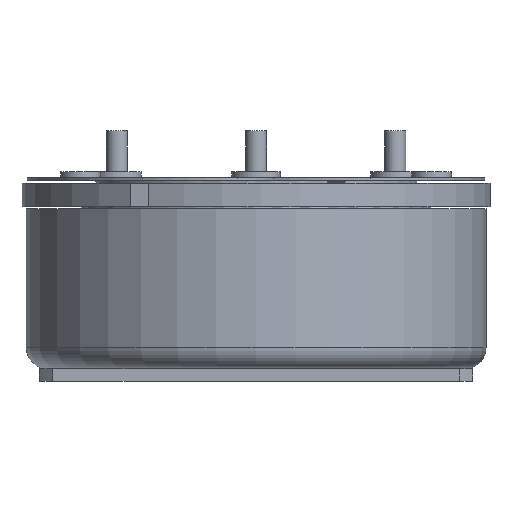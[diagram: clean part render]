
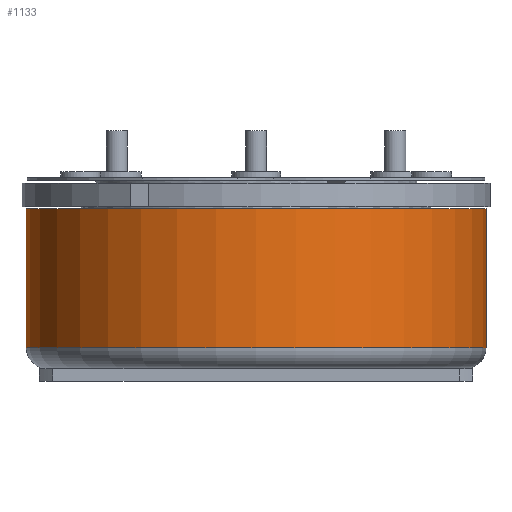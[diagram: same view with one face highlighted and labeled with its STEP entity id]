
A CAD part, front view. The second image highlights one B-rep face of the part: STEP entity #1133.
In plain terms, the highlighted cylindrical face has radius 32.9 mm (diameter 65.8 mm), a partial arc.
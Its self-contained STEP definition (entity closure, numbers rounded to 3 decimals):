
#393 = VERTEX_POINT ( 'NONE', #2734 ) ;
#438 = VERTEX_POINT ( 'NONE', #2704 ) ;
#621 = EDGE_CURVE ( 'NONE', #635, #393, #2929, .T. ) ;
#634 = VERTEX_POINT ( 'NONE', #3044 ) ;
#635 = VERTEX_POINT ( 'NONE', #3043 ) ;
#637 = EDGE_CURVE ( 'NONE', #634, #438, #3042, .T. ) ;
#1133 = ADVANCED_FACE ( 'NONE', ( #3964 ), #4048, .T. ) ;
#1134 = EDGE_LOOP ( 'NONE', ( #1135, #1136, #1137, #1138 ) ) ;
#1135 = ORIENTED_EDGE ( 'NONE', *, *, #637, .F. ) ;
#1136 = ORIENTED_EDGE ( 'NONE', *, *, #1165, .F. ) ;
#1137 = ORIENTED_EDGE ( 'NONE', *, *, #621, .T. ) ;
#1138 = ORIENTED_EDGE ( 'NONE', *, *, #1139, .T. ) ;
#1139 = EDGE_CURVE ( 'NONE', #393, #438, #4047, .T. ) ;
#1165 = EDGE_CURVE ( 'NONE', #635, #634, #3871, .T. ) ;
#2704 = CARTESIAN_POINT ( 'NONE',  ( 32.9, 0., 3. ) ) ;
#2734 = CARTESIAN_POINT ( 'NONE',  ( -32.9, 0., 3. ) ) ;
#2926 = DIRECTION ( 'NONE',  ( 0., 0., -1. ) ) ;
#2927 = VECTOR ( 'NONE', #2926, 1000. ) ;
#2928 = CARTESIAN_POINT ( 'NONE',  ( -32.9, 0., 22.9 ) ) ;
#2929 = LINE ( 'NONE', #2928, #2927 ) ;
#3039 = DIRECTION ( 'NONE',  ( 0., 0., -1. ) ) ;
#3040 = VECTOR ( 'NONE', #3039, 1000. ) ;
#3041 = CARTESIAN_POINT ( 'NONE',  ( 32.9, 0., 22.9 ) ) ;
#3042 = LINE ( 'NONE', #3041, #3040 ) ;
#3043 = CARTESIAN_POINT ( 'NONE',  ( -32.9, 0., 22.9 ) ) ;
#3044 = CARTESIAN_POINT ( 'NONE',  ( 32.9, 0., 22.9 ) ) ;
#3868 = DIRECTION ( 'NONE',  ( 1., 0., 0. ) ) ;
#3869 = DIRECTION ( 'NONE',  ( 0., 0., 1. ) ) ;
#3870 = AXIS2_PLACEMENT_3D ( 'NONE', #3875, #3869, #3868 ) ;
#3871 = CIRCLE ( 'NONE', #3870, 32.9 ) ;
#3875 = CARTESIAN_POINT ( 'NONE',  ( 0., 0., 22.9 ) ) ;
#3964 = FACE_OUTER_BOUND ( 'NONE', #1134, .T. ) ;
#4039 = DIRECTION ( 'NONE',  ( 1., 0., 0. ) ) ;
#4040 = DIRECTION ( 'NONE',  ( 0., 0., 1. ) ) ;
#4041 = CARTESIAN_POINT ( 'NONE',  ( 0., 0., 3. ) ) ;
#4042 = AXIS2_PLACEMENT_3D ( 'NONE', #4041, #4040, #4039 ) ;
#4043 = DIRECTION ( 'NONE',  ( -1., 0., 0. ) ) ;
#4044 = DIRECTION ( 'NONE',  ( 0., 0., -1. ) ) ;
#4045 = CARTESIAN_POINT ( 'NONE',  ( 0., 0., 22.9 ) ) ;
#4046 = AXIS2_PLACEMENT_3D ( 'NONE', #4045, #4044, #4043 ) ;
#4047 = CIRCLE ( 'NONE', #4042, 32.9 ) ;
#4048 = CYLINDRICAL_SURFACE ( 'NONE', #4046, 32.9 ) ;
